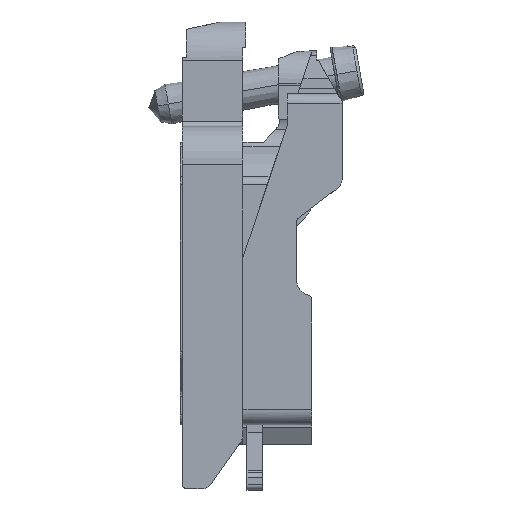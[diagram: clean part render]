
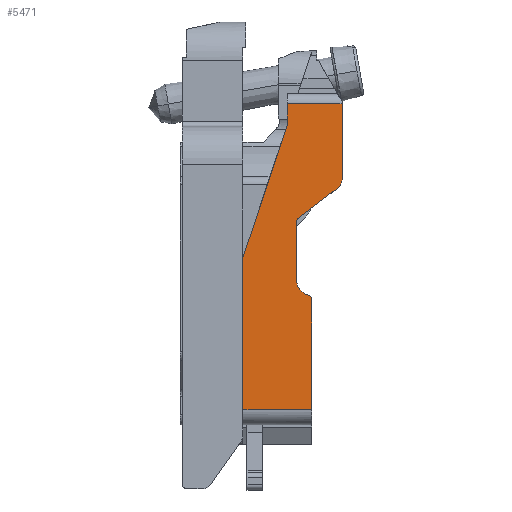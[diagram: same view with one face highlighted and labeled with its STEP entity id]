
A CAD part, left-side view. The second image highlights one B-rep face of the part: STEP entity #5471.
In plain terms, the highlighted planar face has unit normal (-1, 0, 0).
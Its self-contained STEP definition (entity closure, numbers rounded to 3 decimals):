
#1965=VERTEX_POINT('',#5826);
#2033=VERTEX_POINT('',#5899);
#2413=VERTEX_POINT('',#6323);
#2603=EDGE_CURVE('',#3157,#1965,#6529,.T.);
#2645=VERTEX_POINT('',#6573);
#2883=EDGE_CURVE('',#2413,#5649,#6829,.T.);
#3133=EDGE_CURVE('',#5279,#2033,#7104,.T.);
#3157=VERTEX_POINT('',#7130);
#3251=EDGE_CURVE('',#4929,#4757,#7232,.T.);
#3253=VERTEX_POINT('',#7234);
#3367=EDGE_CURVE('',#5279,#3497,#7358,.T.);
#3373=VERTEX_POINT('',#7364);
#3497=VERTEX_POINT('',#7500);
#3795=EDGE_CURVE('',#3373,#3253,#7821,.T.);
#3839=EDGE_CURVE('',#3253,#3157,#7870,.T.);
#3907=EDGE_CURVE('',#2033,#5481,#7946,.T.);
#4661=EDGE_CURVE('',#5649,#4929,#8759,.T.);
#4757=VERTEX_POINT('',#8866);
#4929=VERTEX_POINT('',#9052);
#5187=EDGE_CURVE('',#2645,#3497,#9344,.T.);
#5279=VERTEX_POINT('',#9443);
#5301=EDGE_CURVE('',#5481,#3373,#9467,.T.);
#5471=ADVANCED_FACE('',(#9653),#9654,.T.);
#5481=VERTEX_POINT('',#9664);
#5563=EDGE_CURVE('',#4757,#2645,#9750,.T.);
#5649=VERTEX_POINT('',#9842);
#5653=EDGE_CURVE('',#1965,#2413,#9846,.T.);
#5826=CARTESIAN_POINT('',(-14.95,15.992,6.9));
#5899=CARTESIAN_POINT('',(-14.95,25.4,0.));
#6323=CARTESIAN_POINT('',(-14.95,19.904,3.9));
#6529=CIRCLE('',#11033,1.);
#6573=CARTESIAN_POINT('',(-14.95,18.6,-4.186));
#6829=CIRCLE('',#11475,0.5);
#7104=LINE('',#11846,#11847);
#7130=CARTESIAN_POINT('',(-14.95,15.6,7.693));
#7232=CIRCLE('',#12047,1.5);
#7234=CARTESIAN_POINT('',(-14.95,15.6,15.2));
#7358=LINE('',#12233,#12234);
#7364=CARTESIAN_POINT('',(-14.95,21.017,15.2));
#7500=CARTESIAN_POINT('',(-14.95,18.6,-15.05));
#7821=LINE('',#12876,#12877);
#7870=LINE('',#12946,#12947);
#7946=LINE('',#13055,#13056);
#8759=LINE('',#14217,#14218);
#8866=CARTESIAN_POINT('',(-14.95,18.975,-3.702));
#9052=CARTESIAN_POINT('',(-14.95,20.1,-2.25));
#9344=LINE('',#15045,#15046);
#9443=CARTESIAN_POINT('',(-14.95,25.4,-15.05));
#9467=LINE('',#15233,#15234);
#9653=FACE_OUTER_BOUND('',#15499,.T.);
#9654=PLANE('',#15500);
#9664=CARTESIAN_POINT('',(-14.95,21.017,13.1));
#9750=CIRCLE('',#15638,0.5);
#9842=CARTESIAN_POINT('',(-14.95,20.1,3.503));
#9846=LINE('',#15776,#15777);
#11033=AXIS2_PLACEMENT_3D('',#16854,#16855,#16856);
#11475=AXIS2_PLACEMENT_3D('',#17150,#17151,#17152);
#11846=CARTESIAN_POINT('',(-14.95,25.4,-7.525));
#11847=VECTOR('',#17454,1.0);
#12047=AXIS2_PLACEMENT_3D('',#17587,#17588,#17589);
#12233=CARTESIAN_POINT('',(-14.95,25.5,-15.05));
#12234=VECTOR('',#17717,1.0);
#12876=CARTESIAN_POINT('',(-14.95,25.5,15.2));
#12877=VECTOR('',#18276,1.0);
#12946=CARTESIAN_POINT('',(-14.95,15.6,-3.678));
#12947=VECTOR('',#18338,1.0);
#13055=CARTESIAN_POINT('',(-14.95,25.478,-0.232));
#13056=VECTOR('',#18440,1.0);
#14217=CARTESIAN_POINT('',(-14.95,20.1,-8.65));
#14218=VECTOR('',#19339,1.0);
#15045=CARTESIAN_POINT('',(-14.95,18.6,-16.775));
#15046=VECTOR('',#20105,1.0);
#15233=CARTESIAN_POINT('',(-14.95,21.017,0.575));
#15234=VECTOR('',#20229,1.0);
#15499=EDGE_LOOP('',(#20452,#20453,#20454,#20455,#20456,#20457,#20458,#20459,#20460,#20461,#20462,#20463,#20464));
#15500=AXIS2_PLACEMENT_3D('',#20465,#20466,#20467);
#15638=AXIS2_PLACEMENT_3D('',#20527,#20528,#20529);
#15776=CARTESIAN_POINT('',(-14.95,26.241,-0.958));
#15777=VECTOR('',#20627,1.0);
#16854=CARTESIAN_POINT('',(-14.95,16.6,7.693));
#16855=DIRECTION('',(1.0,0.,0.));
#16856=DIRECTION('',(0.,0.,-1.0));
#17150=CARTESIAN_POINT('',(-14.95,19.6,3.503));
#17151=DIRECTION('',(-1.0,0.,0.));
#17152=DIRECTION('',(0.,0.,-1.0));
#17454=DIRECTION('',(0.,0.0,1.0));
#17587=CARTESIAN_POINT('',(-14.95,18.6,-2.25));
#17588=DIRECTION('',(-1.0,0.,0.));
#17589=DIRECTION('',(0.,0.,-1.0));
#17717=DIRECTION('',(0.0,-1.0,0.));
#18276=DIRECTION('',(0.0,-1.0,0.));
#18338=DIRECTION('',(0.,0.,-1.0));
#18440=DIRECTION('',(0.,-0.317,0.948));
#19339=DIRECTION('',(0.,0.,-1.0));
#20105=DIRECTION('',(0.,0.,-1.0));
#20229=DIRECTION('',(0.,0.0,1.0));
#20452=ORIENTED_EDGE('',*,*,#3839,.F.);
#20453=ORIENTED_EDGE('',*,*,#3795,.F.);
#20454=ORIENTED_EDGE('',*,*,#5301,.F.);
#20455=ORIENTED_EDGE('',*,*,#3907,.F.);
#20456=ORIENTED_EDGE('',*,*,#3133,.F.);
#20457=ORIENTED_EDGE('',*,*,#3367,.T.);
#20458=ORIENTED_EDGE('',*,*,#5187,.F.);
#20459=ORIENTED_EDGE('',*,*,#5563,.F.);
#20460=ORIENTED_EDGE('',*,*,#3251,.F.);
#20461=ORIENTED_EDGE('',*,*,#4661,.F.);
#20462=ORIENTED_EDGE('',*,*,#2883,.F.);
#20463=ORIENTED_EDGE('',*,*,#5653,.F.);
#20464=ORIENTED_EDGE('',*,*,#2603,.F.);
#20465=CARTESIAN_POINT('',(-14.95,25.5,-15.05));
#20466=DIRECTION('',(-1.0,0.,0.));
#20467=DIRECTION('',(0.,0.,-1.0));
#20527=CARTESIAN_POINT('',(-14.95,19.1,-4.186));
#20528=DIRECTION('',(1.0,0.,0.));
#20529=DIRECTION('',(0.,0.,-1.0));
#20627=DIRECTION('',(0.,0.794,-0.608));
